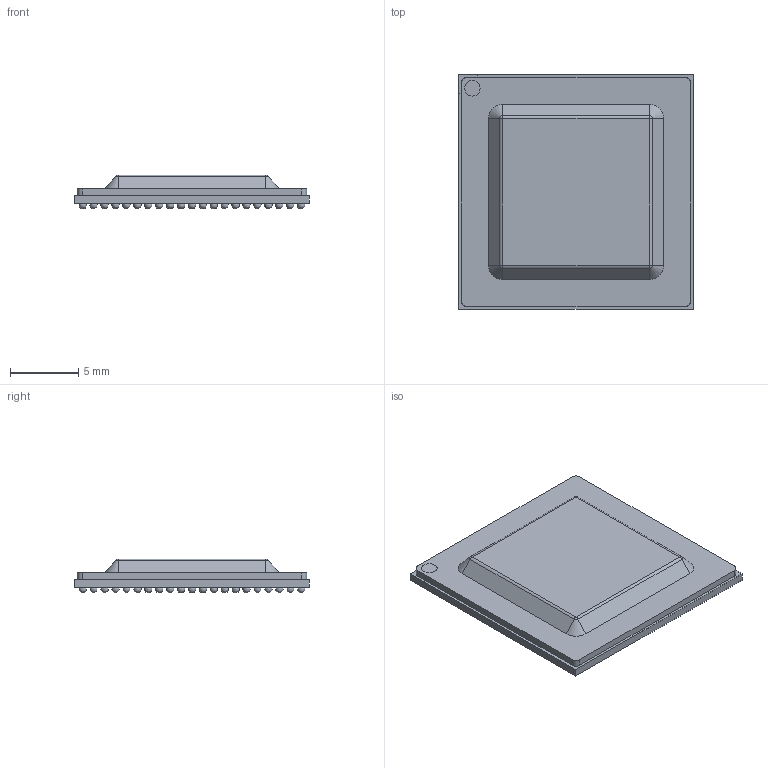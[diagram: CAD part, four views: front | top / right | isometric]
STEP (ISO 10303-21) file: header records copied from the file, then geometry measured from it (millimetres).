
FILE_DESCRIPTION(/* description */ (''),/* implementation_level */ '2;1');
FILE_NAME(/* name */ 'TI AMC0441A.step',/* time_stamp */ '2024-10-22T23:42:35+01:00',/* author */ (''),/* organization */ (''),/* preprocessor_version */ 'ST-DEVELOPER v20',/* originating_system */ 'Autodesk Translation Framework v13.20.0.188',/* authorisation */ '');
FILE_SCHEMA (('AUTOMOTIVE_DESIGN { 1 0 10303 214 3 1 1 }'));
Length unit declared in the file: millimetre
Products named in the file (1): TI AMC0441A
Bounding box: 17.2 x 17.2 x 2.48 mm (x, y, z)
Volume: 485.4 mm3; surface area: 906.6 mm2
Topology: 1 solids, 1 shells, 478 faces, 1414 edges, 936 vertices
Faces by surface type: sphere 441, plane 20, cylinder 9, bspline 4, cone 4
Full cylindrical faces by diameter (mm): 1.138 x1
Entity records: 14501 total; most frequent: DIRECTION 2803, CARTESIAN_POINT 2576, ORIENTED_EDGE 1938, AXIS2_PLACEMENT_3D 1371, EDGE_CURVE 969, VERTEX_POINT 936, EDGE_LOOP 921, CIRCLE 896
